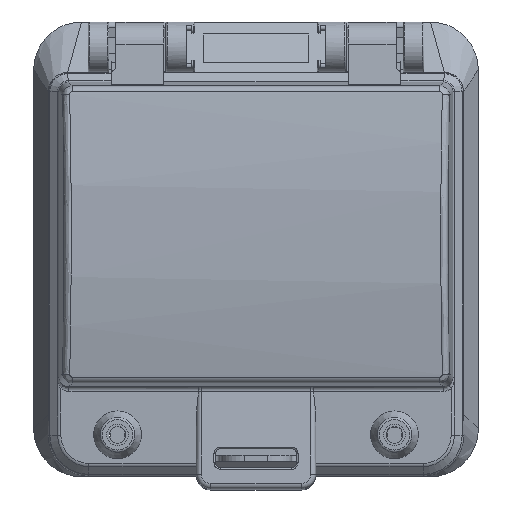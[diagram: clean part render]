
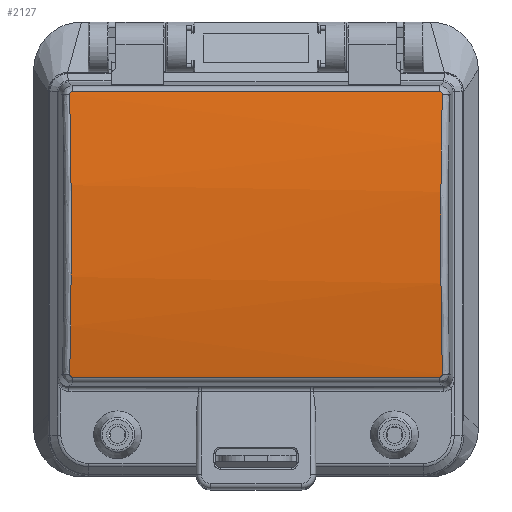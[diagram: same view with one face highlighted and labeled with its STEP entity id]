
A CAD part, top view. The second image highlights one B-rep face of the part: STEP entity #2127.
In plain terms, the highlighted cylindrical face has radius 168.283 mm (diameter 336.566 mm), a partial arc.
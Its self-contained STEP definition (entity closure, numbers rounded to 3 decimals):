
#174=B_SPLINE_CURVE_WITH_KNOTS('',3,(#22830,#22831,#22832,#22833,#22834,
#22835,#22836,#22837,#22838,#22839,#22840,#22841),.UNSPECIFIED.,.F.,.F.,
(4,2,2,2,2,4),(0.,0.202,0.404,0.606,0.814,
1.),.UNSPECIFIED.);
#175=B_SPLINE_CURVE_WITH_KNOTS('',3,(#22843,#22844,#22845,#22846),
 .UNSPECIFIED.,.F.,.F.,(4,4),(0.,1.),.UNSPECIFIED.);
#176=B_SPLINE_CURVE_WITH_KNOTS('',3,(#22848,#22849,#22850,#22851),
 .UNSPECIFIED.,.F.,.F.,(4,4),(0.,1.),.UNSPECIFIED.);
#177=B_SPLINE_CURVE_WITH_KNOTS('',3,(#22855,#22856,#22857,#22858),
 .UNSPECIFIED.,.F.,.F.,(4,4),(0.,1.),.UNSPECIFIED.);
#178=B_SPLINE_CURVE_WITH_KNOTS('',3,(#22860,#22861,#22862,#22863),
 .UNSPECIFIED.,.F.,.F.,(4,4),(0.,1.),.UNSPECIFIED.);
#179=B_SPLINE_CURVE_WITH_KNOTS('',3,(#22865,#22866,#22867,#22868,#22869,
#22870,#22871,#22872,#22873,#22874,#22875,#22876),.UNSPECIFIED.,.F.,.F.,
(4,2,2,2,2,4),(0.,0.186,0.394,0.596,
0.798,1.),.UNSPECIFIED.);
#427=CYLINDRICAL_SURFACE('',#15185,168.283);
#1383=FACE_OUTER_BOUND('',#3552,.T.);
#2127=ADVANCED_FACE('',(#1383),#427,.T.);
#3552=EDGE_LOOP('',(#6814,#6815,#6816,#6817,#6818,#6819,#6820,#6821));
#6814=ORIENTED_EDGE('',*,*,#10912,.T.);
#6815=ORIENTED_EDGE('',*,*,#10913,.T.);
#6816=ORIENTED_EDGE('',*,*,#10914,.T.);
#6817=ORIENTED_EDGE('',*,*,#10915,.T.);
#6818=ORIENTED_EDGE('',*,*,#10916,.T.);
#6819=ORIENTED_EDGE('',*,*,#10917,.T.);
#6820=ORIENTED_EDGE('',*,*,#10918,.T.);
#6821=ORIENTED_EDGE('',*,*,#10919,.T.);
#9101=VERTEX_POINT('',#22828);
#9102=VERTEX_POINT('',#22829);
#9103=VERTEX_POINT('',#22842);
#9104=VERTEX_POINT('',#22847);
#9105=VERTEX_POINT('',#22852);
#9106=VERTEX_POINT('',#22854);
#9107=VERTEX_POINT('',#22859);
#9108=VERTEX_POINT('',#22864);
#10912=EDGE_CURVE('',#9101,#9102,#12631,.T.);
#10913=EDGE_CURVE('',#9102,#9103,#174,.T.);
#10914=EDGE_CURVE('',#9103,#9104,#175,.T.);
#10915=EDGE_CURVE('',#9104,#9105,#176,.T.);
#10916=EDGE_CURVE('',#9105,#9106,#12632,.T.);
#10917=EDGE_CURVE('',#9106,#9107,#177,.T.);
#10918=EDGE_CURVE('',#9107,#9108,#178,.T.);
#10919=EDGE_CURVE('',#9108,#9101,#179,.T.);
#12631=LINE('',#22827,#14114);
#12632=LINE('',#22853,#14115);
#14114=VECTOR('',#18426,1.);
#14115=VECTOR('',#18427,1.);
#15185=AXIS2_PLACEMENT_3D('',#22877,#18428,#18429);
#18426=DIRECTION('',(-1.,0.,0.));
#18427=DIRECTION('',(1.,0.,0.));
#18428=DIRECTION('',(-1.,0.,0.));
#18429=DIRECTION('',(0.,0.,-1.));
#22827=CARTESIAN_POINT('',(59.25,-86.972,9.333));
#22828=CARTESIAN_POINT('',(38.524,-86.972,9.333));
#22829=CARTESIAN_POINT('',(-38.524,-86.972,9.333));
#22830=CARTESIAN_POINT('',(-38.524,-86.972,9.333));
#22831=CARTESIAN_POINT('',(-38.577,-86.972,9.333));
#22832=CARTESIAN_POINT('',(-38.631,-86.981,9.335));
#22833=CARTESIAN_POINT('',(-38.731,-87.015,9.341));
#22834=CARTESIAN_POINT('',(-38.779,-87.042,9.346));
#22835=CARTESIAN_POINT('',(-38.862,-87.108,9.358));
#22836=CARTESIAN_POINT('',(-38.898,-87.148,9.365));
#22837=CARTESIAN_POINT('',(-38.956,-87.238,9.381));
#22838=CARTESIAN_POINT('',(-38.978,-87.289,9.39));
#22839=CARTESIAN_POINT('',(-39.004,-87.388,9.408));
#22840=CARTESIAN_POINT('',(-39.009,-87.437,9.417));
#22841=CARTESIAN_POINT('',(-39.008,-87.485,9.425));
#22842=CARTESIAN_POINT('',(-39.008,-87.485,9.425));
#22843=CARTESIAN_POINT('',(-39.008,-87.485,9.425));
#22844=CARTESIAN_POINT('',(-38.591,-106.861,12.859));
#22845=CARTESIAN_POINT('',(-38.591,-126.839,12.859));
#22846=CARTESIAN_POINT('',(-39.008,-146.215,9.425));
#22847=CARTESIAN_POINT('',(-39.008,-146.215,9.425));
#22848=CARTESIAN_POINT('',(-39.008,-146.215,9.425));
#22849=CARTESIAN_POINT('',(-39.014,-146.486,9.377));
#22850=CARTESIAN_POINT('',(-38.794,-146.724,9.334));
#22851=CARTESIAN_POINT('',(-38.524,-146.728,9.333));
#22852=CARTESIAN_POINT('',(-38.524,-146.728,9.333));
#22853=CARTESIAN_POINT('',(59.25,-146.728,9.333));
#22854=CARTESIAN_POINT('',(38.524,-146.728,9.333));
#22855=CARTESIAN_POINT('',(38.524,-146.728,9.333));
#22856=CARTESIAN_POINT('',(38.794,-146.724,9.334));
#22857=CARTESIAN_POINT('',(39.014,-146.486,9.377));
#22858=CARTESIAN_POINT('',(39.008,-146.215,9.425));
#22859=CARTESIAN_POINT('',(39.008,-146.215,9.425));
#22860=CARTESIAN_POINT('',(39.008,-146.215,9.425));
#22861=CARTESIAN_POINT('',(38.591,-126.839,12.859));
#22862=CARTESIAN_POINT('',(38.591,-106.861,12.859));
#22863=CARTESIAN_POINT('',(39.008,-87.485,9.425));
#22864=CARTESIAN_POINT('',(39.008,-87.485,9.425));
#22865=CARTESIAN_POINT('',(39.008,-87.485,9.425));
#22866=CARTESIAN_POINT('',(39.009,-87.437,9.417));
#22867=CARTESIAN_POINT('',(39.004,-87.388,9.408));
#22868=CARTESIAN_POINT('',(38.978,-87.289,9.39));
#22869=CARTESIAN_POINT('',(38.956,-87.238,9.381));
#22870=CARTESIAN_POINT('',(38.898,-87.148,9.365));
#22871=CARTESIAN_POINT('',(38.862,-87.108,9.358));
#22872=CARTESIAN_POINT('',(38.779,-87.042,9.346));
#22873=CARTESIAN_POINT('',(38.731,-87.015,9.341));
#22874=CARTESIAN_POINT('',(38.631,-86.981,9.335));
#22875=CARTESIAN_POINT('',(38.577,-86.972,9.333));
#22876=CARTESIAN_POINT('',(38.524,-86.972,9.333));
#22877=CARTESIAN_POINT('',(59.25,-116.85,-156.276));
